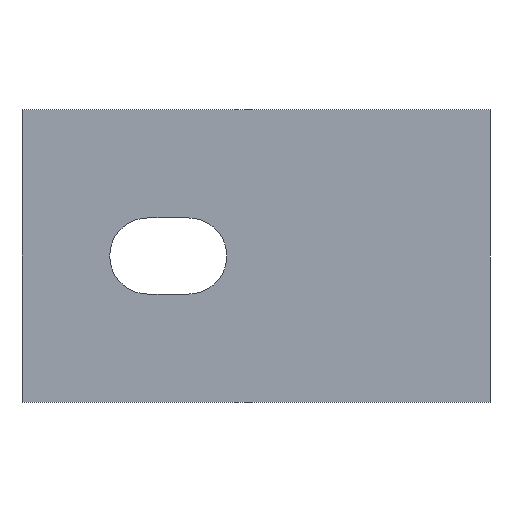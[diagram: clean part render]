
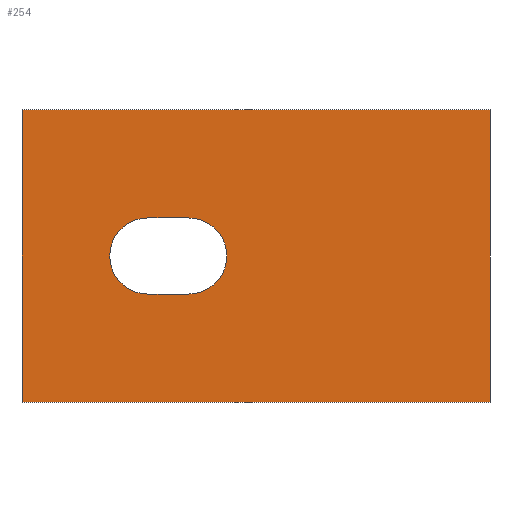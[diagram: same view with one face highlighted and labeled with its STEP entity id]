
A CAD part, left-side view. The second image highlights one B-rep face of the part: STEP entity #254.
In plain terms, the highlighted face is planar.
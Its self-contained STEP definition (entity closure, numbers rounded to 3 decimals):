
#7 = EDGE_CURVE ( 'NONE', #415, #166, #1659, .T. ) ;
#18 = ORIENTED_EDGE ( 'NONE', *, *, #946, .F. ) ;
#28 = AXIS2_PLACEMENT_3D ( 'NONE', #227, #968, #1529 ) ;
#57 = VECTOR ( 'NONE', #919, 1000. ) ;
#64 = CARTESIAN_POINT ( 'NONE',  ( 25., -58.5, 6.5 ) ) ;
#90 = VERTEX_POINT ( 'NONE', #487 ) ;
#98 = DIRECTION ( 'NONE',  ( 0., 0., 1. ) ) ;
#116 = DIRECTION ( 'NONE',  ( 1., 0., 0. ) ) ;
#166 = VERTEX_POINT ( 'NONE', #551 ) ;
#167 = PLANE ( 'NONE',  #1677 ) ;
#177 = DIRECTION ( 'NONE',  ( 0., 0., 1. ) ) ;
#181 = VECTOR ( 'NONE', #1642, 1000. ) ;
#227 = CARTESIAN_POINT ( 'NONE',  ( 0., 0., 6.5 ) ) ;
#238 = AXIS2_PLACEMENT_3D ( 'NONE', #1397, #98, #1836 ) ;
#254 = ADVANCED_FACE ( 'NONE', ( #922, #1185 ), #167, .T. ) ;
#341 = LINE ( 'NONE', #779, #1069 ) ;
#405 = CIRCLE ( 'NONE', #28, 6.5 ) ;
#415 = VERTEX_POINT ( 'NONE', #64 ) ;
#469 = EDGE_CURVE ( 'NONE', #663, #1813, #341, .T. ) ;
#481 = CARTESIAN_POINT ( 'NONE',  ( -25., 21.5, 6.5 ) ) ;
#487 = CARTESIAN_POINT ( 'NONE',  ( 6.5, 0., 6.5 ) ) ;
#495 = CARTESIAN_POINT ( 'NONE',  ( 6.5, -7., 6.5 ) ) ;
#508 = ORIENTED_EDGE ( 'NONE', *, *, #1135, .T. ) ;
#531 = VERTEX_POINT ( 'NONE', #1835 ) ;
#551 = CARTESIAN_POINT ( 'NONE',  ( 25., 21.5, 6.5 ) ) ;
#604 = EDGE_CURVE ( 'NONE', #166, #996, #1236, .T. ) ;
#639 = VECTOR ( 'NONE', #116, 1000. ) ;
#647 = VECTOR ( 'NONE', #1230, 1000. ) ;
#663 = VERTEX_POINT ( 'NONE', #1428 ) ;
#736 = CARTESIAN_POINT ( 'NONE',  ( -25., -58.5, 6.5 ) ) ;
#744 = CIRCLE ( 'NONE', #238, 6.5 ) ;
#762 = CARTESIAN_POINT ( 'NONE',  ( 25., 21.5, 6.5 ) ) ;
#777 = LINE ( 'NONE', #481, #181 ) ;
#779 = CARTESIAN_POINT ( 'NONE',  ( -6.5, 0., 6.5 ) ) ;
#781 = VERTEX_POINT ( 'NONE', #495 ) ;
#800 = VECTOR ( 'NONE', #1114, 1000. ) ;
#919 = DIRECTION ( 'NONE',  ( 0., 1., 0. ) ) ;
#922 = FACE_OUTER_BOUND ( 'NONE', #1440, .T. ) ;
#946 = EDGE_CURVE ( 'NONE', #1813, #781, #744, .T. ) ;
#968 = DIRECTION ( 'NONE',  ( 0., 0., 1. ) ) ;
#996 = VERTEX_POINT ( 'NONE', #1112 ) ;
#999 = ORIENTED_EDGE ( 'NONE', *, *, #1239, .F. ) ;
#1032 = DIRECTION ( 'NONE',  ( 1., 0., 0. ) ) ;
#1053 = ORIENTED_EDGE ( 'NONE', *, *, #469, .F. ) ;
#1068 = ORIENTED_EDGE ( 'NONE', *, *, #604, .T. ) ;
#1069 = VECTOR ( 'NONE', #1205, 1000. ) ;
#1107 = CARTESIAN_POINT ( 'NONE',  ( 6.5, 0., 6.5 ) ) ;
#1112 = CARTESIAN_POINT ( 'NONE',  ( -25., 21.5, 6.5 ) ) ;
#1114 = DIRECTION ( 'NONE',  ( -1., 0., 0. ) ) ;
#1116 = LINE ( 'NONE', #1409, #639 ) ;
#1135 = EDGE_CURVE ( 'NONE', #996, #531, #777, .T. ) ;
#1173 = EDGE_CURVE ( 'NONE', #781, #90, #1847, .T. ) ;
#1185 = FACE_BOUND ( 'NONE', #1595, .T. ) ;
#1205 = DIRECTION ( 'NONE',  ( 0., -1., 0. ) ) ;
#1230 = DIRECTION ( 'NONE',  ( 0., 1., 0. ) ) ;
#1231 = ORIENTED_EDGE ( 'NONE', *, *, #7, .T. ) ;
#1236 = LINE ( 'NONE', #1673, #800 ) ;
#1239 = EDGE_CURVE ( 'NONE', #90, #663, #405, .T. ) ;
#1274 = EDGE_CURVE ( 'NONE', #531, #415, #1116, .T. ) ;
#1293 = ORIENTED_EDGE ( 'NONE', *, *, #1173, .F. ) ;
#1309 = CARTESIAN_POINT ( 'NONE',  ( -6.5, -7., 6.5 ) ) ;
#1397 = CARTESIAN_POINT ( 'NONE',  ( 0., -7., 6.5 ) ) ;
#1409 = CARTESIAN_POINT ( 'NONE',  ( -25., -58.5, 6.5 ) ) ;
#1416 = ORIENTED_EDGE ( 'NONE', *, *, #1274, .T. ) ;
#1428 = CARTESIAN_POINT ( 'NONE',  ( -6.5, 0., 6.5 ) ) ;
#1440 = EDGE_LOOP ( 'NONE', ( #508, #1416, #1231, #1068 ) ) ;
#1529 = DIRECTION ( 'NONE',  ( 1., 0., 0. ) ) ;
#1595 = EDGE_LOOP ( 'NONE', ( #1053, #999, #1293, #18 ) ) ;
#1642 = DIRECTION ( 'NONE',  ( 0., -1., 0. ) ) ;
#1659 = LINE ( 'NONE', #762, #57 ) ;
#1673 = CARTESIAN_POINT ( 'NONE',  ( -25., 21.5, 6.5 ) ) ;
#1677 = AXIS2_PLACEMENT_3D ( 'NONE', #736, #177, #1032 ) ;
#1813 = VERTEX_POINT ( 'NONE', #1309 ) ;
#1835 = CARTESIAN_POINT ( 'NONE',  ( -25., -58.5, 6.5 ) ) ;
#1836 = DIRECTION ( 'NONE',  ( 1., 0., 0. ) ) ;
#1847 = LINE ( 'NONE', #1107, #647 ) ;
